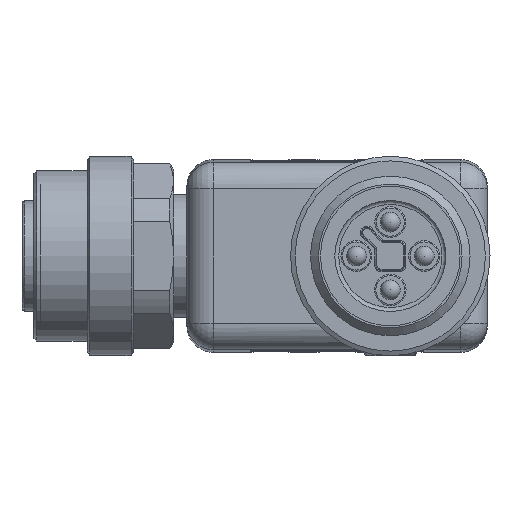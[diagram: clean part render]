
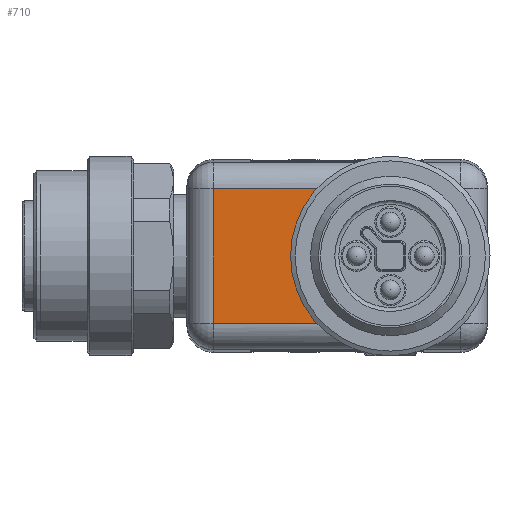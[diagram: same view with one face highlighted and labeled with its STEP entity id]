
A CAD part, left-side view. The second image highlights one B-rep face of the part: STEP entity #710.
In plain terms, the highlighted planar face has unit normal (-1, 0, 0).
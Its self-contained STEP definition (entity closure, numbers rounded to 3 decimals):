
#257=PLANE('',#6128);
#710=ADVANCED_FACE('',(#1157),#257,.F.);
#1157=FACE_OUTER_BOUND('',#1564,.T.);
#1564=EDGE_LOOP('',(#2789,#2790,#2791,#2792));
#2789=ORIENTED_EDGE('',*,*,#4480,.F.);
#2790=ORIENTED_EDGE('',*,*,#4481,.T.);
#2791=ORIENTED_EDGE('',*,*,#4482,.T.);
#2792=ORIENTED_EDGE('',*,*,#4483,.T.);
#3821=VERTEX_POINT('',#11703);
#3822=VERTEX_POINT('',#11704);
#3823=VERTEX_POINT('',#11706);
#3824=VERTEX_POINT('',#11708);
#4480=EDGE_CURVE('',#3821,#3822,#5552,.T.);
#4481=EDGE_CURVE('',#3821,#3823,#4945,.T.);
#4482=EDGE_CURVE('',#3823,#3824,#4946,.T.);
#4483=EDGE_CURVE('',#3824,#3822,#4947,.T.);
#4945=LINE('',#11705,#5200);
#4946=LINE('',#11707,#5201);
#4947=LINE('',#11709,#5202);
#5200=VECTOR('',#7420,1.);
#5201=VECTOR('',#7421,1.);
#5202=VECTOR('',#7422,1.);
#5552=CIRCLE('',#6127,7.);
#6127=AXIS2_PLACEMENT_3D('',#11702,#7418,#7419);
#6128=AXIS2_PLACEMENT_3D('',#11710,#7423,#7424);
#7418=DIRECTION('',(-1.,0.,0.));
#7419=DIRECTION('',(0.,1.,0.));
#7420=DIRECTION('',(0.,1.,0.));
#7421=DIRECTION('',(0.,0.,-1.));
#7422=DIRECTION('',(0.,-1.,0.));
#7423=DIRECTION('',(1.,0.,0.));
#7424=DIRECTION('',(0.,1.,0.));
#11702=CARTESIAN_POINT('',(159.9,50.,0.));
#11703=CARTESIAN_POINT('',(159.9,54.84,5.057));
#11704=CARTESIAN_POINT('',(159.9,54.84,-5.057));
#11705=CARTESIAN_POINT('',(159.9,65.3,5.057));
#11706=CARTESIAN_POINT('',(159.9,63.3,5.057));
#11707=CARTESIAN_POINT('',(159.9,63.3,-7.));
#11708=CARTESIAN_POINT('',(159.9,63.3,-5.057));
#11709=CARTESIAN_POINT('',(159.9,65.3,-5.057));
#11710=CARTESIAN_POINT('',(159.9,65.3,-7.));
